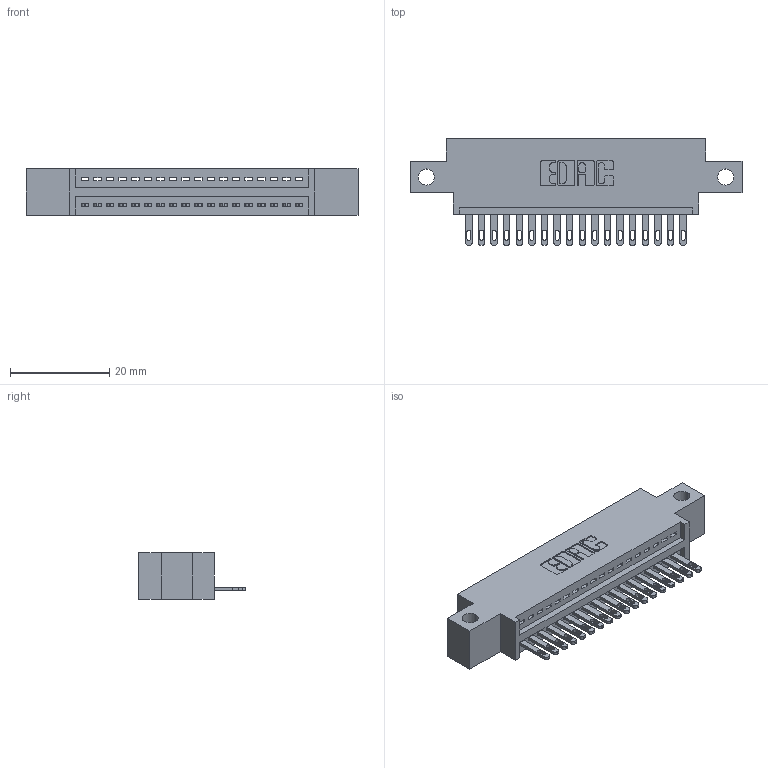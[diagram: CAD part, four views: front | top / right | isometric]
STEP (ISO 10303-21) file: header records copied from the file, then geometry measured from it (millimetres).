
FILE_DESCRIPTION (( 'STEP AP203' ), '1' );
FILE_NAME ('345-018-500-612.STEP', '2018-08-19T05:17:15', ( '' ), ( '' ), 'SwSTEP 2.0', 'SolidWorks 2016', '' );
FILE_SCHEMA (( 'CONFIG_CONTROL_DESIGN' ));
Length unit declared in the file: inch
Products named in the file (3): 345 Part_0.170 Offset - Side Mount; 345-292-001_345-293-100; 345-018-500-612
Assembly tree (19 placements, depth 2):
  345-018-500-612
    345 Part_0.170 Offset - Side Mount
    345-292-001_345-293-100  x18
Bounding box: 66.93 x 21.51 x 9.4 mm (x, y, z)
Volume: 5992.9 mm3; surface area: 7634.3 mm2
Topology: 19 solids, 19 shells, 1102 faces, 3376 edges, 2250 vertices
Faces by surface type: plane 696, cylinder 406
Entity records: 16843 total; most frequent: CARTESIAN_POINT 2926, ORIENTED_EDGE 2878, DIRECTION 2591, EDGE_CURVE 1439, LINE 1231, VECTOR 1231, VERTEX_POINT 958, AXIS2_PLACEMENT_3D 680
